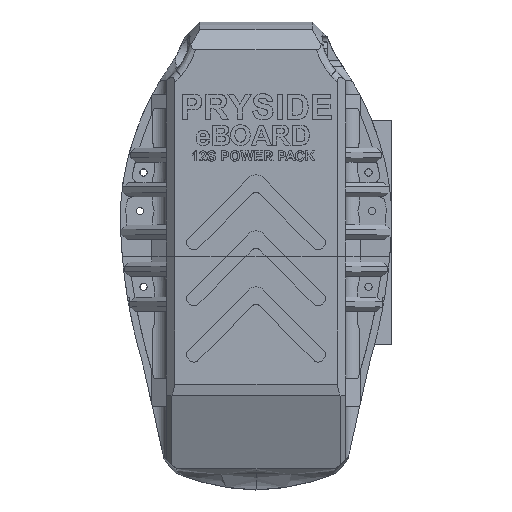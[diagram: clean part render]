
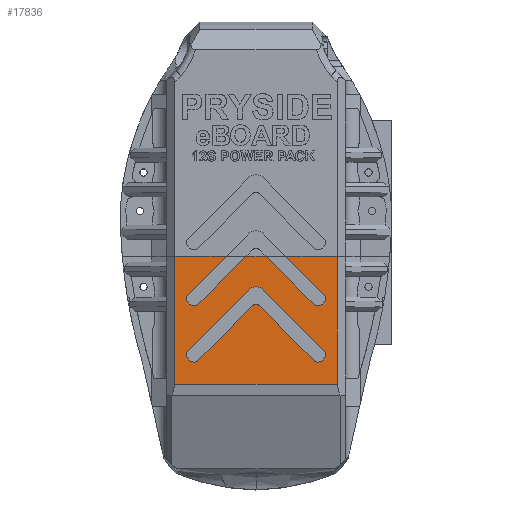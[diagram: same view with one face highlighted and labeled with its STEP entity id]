
A CAD part, top view. The second image highlights one B-rep face of the part: STEP entity #17836.
In plain terms, the highlighted planar face has unit normal (0, 0, 1).
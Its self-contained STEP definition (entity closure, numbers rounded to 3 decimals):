
#363=FACE_BOUND('',#2579,.T.);
#1197=CIRCLE('',#18754,4.);
#1199=CIRCLE('',#18758,4.);
#1201=CIRCLE('',#18764,4.);
#1203=CIRCLE('',#18768,4.);
#1205=CIRCLE('',#18773,3.5);
#1207=CIRCLE('',#18777,4.);
#1209=CIRCLE('',#18781,4.);
#1211=CIRCLE('',#18785,7.5);
#1213=CIRCLE('',#18789,4.);
#1215=CIRCLE('',#18793,4.);
#1584=FACE_OUTER_BOUND('',#2578,.T.);
#2578=EDGE_LOOP('',(#12174,#12175,#12176,#12177,#12178,#12179,#12180,#12181,
#12182,#12183,#12184,#12185,#12186,#12187,#12188,#12189));
#2579=EDGE_LOOP('',(#12190,#12191,#12192,#12193,#12194,#12195,#12196,#12197,
#12198,#12199,#12200,#12201));
#3547=LINE('',#23207,#5338);
#3552=LINE('',#23221,#5343);
#3556=LINE('',#23233,#5347);
#3560=LINE('',#23242,#5351);
#3565=LINE('',#23256,#5356);
#3569=LINE('',#23268,#5360);
#3575=LINE('',#23285,#5366);
#3579=LINE('',#23297,#5370);
#3583=LINE('',#23309,#5374);
#3587=LINE('',#23321,#5378);
#3591=LINE('',#23333,#5382);
#3595=LINE('',#23344,#5386);
#3679=LINE('',#23762,#5470);
#3755=LINE('',#24147,#5546);
#3756=LINE('',#24149,#5547);
#3757=LINE('',#24151,#5548);
#3758=LINE('',#24152,#5549);
#3759=LINE('',#24153,#5550);
#5338=VECTOR('',#19643,10.);
#5343=VECTOR('',#19656,10.);
#5347=VECTOR('',#19668,10.);
#5351=VECTOR('',#19676,10.);
#5356=VECTOR('',#19689,10.);
#5360=VECTOR('',#19701,10.);
#5366=VECTOR('',#19717,10.);
#5370=VECTOR('',#19729,10.);
#5374=VECTOR('',#19741,10.);
#5378=VECTOR('',#19753,10.);
#5382=VECTOR('',#19765,10.);
#5386=VECTOR('',#19777,10.);
#5470=VECTOR('',#19981,10.);
#5546=VECTOR('',#20135,10.);
#5547=VECTOR('',#20138,10.);
#5548=VECTOR('',#20139,10.);
#5549=VECTOR('',#20140,10.);
#5550=VECTOR('',#20141,10.);
#7129=VERTEX_POINT('',#23205);
#7130=VERTEX_POINT('',#23206);
#7133=VERTEX_POINT('',#23214);
#7135=VERTEX_POINT('',#23220);
#7137=VERTEX_POINT('',#23226);
#7139=VERTEX_POINT('',#23232);
#7141=VERTEX_POINT('',#23240);
#7142=VERTEX_POINT('',#23241);
#7145=VERTEX_POINT('',#23249);
#7147=VERTEX_POINT('',#23255);
#7149=VERTEX_POINT('',#23261);
#7151=VERTEX_POINT('',#23267);
#7153=VERTEX_POINT('',#23275);
#7154=VERTEX_POINT('',#23276);
#7157=VERTEX_POINT('',#23284);
#7159=VERTEX_POINT('',#23290);
#7161=VERTEX_POINT('',#23296);
#7163=VERTEX_POINT('',#23302);
#7165=VERTEX_POINT('',#23308);
#7167=VERTEX_POINT('',#23314);
#7169=VERTEX_POINT('',#23320);
#7171=VERTEX_POINT('',#23326);
#7173=VERTEX_POINT('',#23332);
#7175=VERTEX_POINT('',#23338);
#7274=VERTEX_POINT('',#23758);
#7276=VERTEX_POINT('',#23761);
#7334=VERTEX_POINT('',#24145);
#7335=VERTEX_POINT('',#24150);
#8945=EDGE_CURVE('',#7129,#7130,#3547,.T.);
#8949=EDGE_CURVE('',#7130,#7133,#1197,.T.);
#8952=EDGE_CURVE('',#7133,#7135,#3552,.T.);
#8955=EDGE_CURVE('',#7135,#7137,#1199,.T.);
#8958=EDGE_CURVE('',#7137,#7139,#3556,.T.);
#8962=EDGE_CURVE('',#7141,#7142,#3560,.T.);
#8966=EDGE_CURVE('',#7142,#7145,#1201,.T.);
#8969=EDGE_CURVE('',#7145,#7147,#3565,.T.);
#8972=EDGE_CURVE('',#7147,#7149,#1203,.T.);
#8975=EDGE_CURVE('',#7149,#7151,#3569,.T.);
#8979=EDGE_CURVE('',#7153,#7154,#1205,.T.);
#8983=EDGE_CURVE('',#7154,#7157,#3575,.T.);
#8986=EDGE_CURVE('',#7157,#7159,#1207,.T.);
#8989=EDGE_CURVE('',#7159,#7161,#3579,.T.);
#8992=EDGE_CURVE('',#7161,#7163,#1209,.T.);
#8995=EDGE_CURVE('',#7163,#7165,#3583,.T.);
#8998=EDGE_CURVE('',#7165,#7167,#1211,.T.);
#9001=EDGE_CURVE('',#7167,#7169,#3587,.T.);
#9004=EDGE_CURVE('',#7169,#7171,#1213,.T.);
#9007=EDGE_CURVE('',#7171,#7173,#3591,.T.);
#9010=EDGE_CURVE('',#7173,#7175,#1215,.T.);
#9013=EDGE_CURVE('',#7175,#7153,#3595,.T.);
#9142=EDGE_CURVE('',#7274,#7276,#3679,.T.);
#9236=EDGE_CURVE('',#7334,#7274,#3755,.T.);
#9237=EDGE_CURVE('',#7139,#7276,#3756,.T.);
#9238=EDGE_CURVE('',#7334,#7335,#3757,.T.);
#9239=EDGE_CURVE('',#7335,#7141,#3758,.T.);
#9240=EDGE_CURVE('',#7151,#7129,#3759,.T.);
#12174=ORIENTED_EDGE('',*,*,#8958,.T.);
#12175=ORIENTED_EDGE('',*,*,#9237,.T.);
#12176=ORIENTED_EDGE('',*,*,#9142,.F.);
#12177=ORIENTED_EDGE('',*,*,#9236,.F.);
#12178=ORIENTED_EDGE('',*,*,#9238,.T.);
#12179=ORIENTED_EDGE('',*,*,#9239,.T.);
#12180=ORIENTED_EDGE('',*,*,#8962,.T.);
#12181=ORIENTED_EDGE('',*,*,#8966,.T.);
#12182=ORIENTED_EDGE('',*,*,#8969,.T.);
#12183=ORIENTED_EDGE('',*,*,#8972,.T.);
#12184=ORIENTED_EDGE('',*,*,#8975,.T.);
#12185=ORIENTED_EDGE('',*,*,#9240,.T.);
#12186=ORIENTED_EDGE('',*,*,#8945,.T.);
#12187=ORIENTED_EDGE('',*,*,#8949,.T.);
#12188=ORIENTED_EDGE('',*,*,#8952,.T.);
#12189=ORIENTED_EDGE('',*,*,#8955,.T.);
#12190=ORIENTED_EDGE('',*,*,#8979,.T.);
#12191=ORIENTED_EDGE('',*,*,#8983,.T.);
#12192=ORIENTED_EDGE('',*,*,#8986,.T.);
#12193=ORIENTED_EDGE('',*,*,#8989,.T.);
#12194=ORIENTED_EDGE('',*,*,#8992,.T.);
#12195=ORIENTED_EDGE('',*,*,#8995,.T.);
#12196=ORIENTED_EDGE('',*,*,#8998,.T.);
#12197=ORIENTED_EDGE('',*,*,#9001,.T.);
#12198=ORIENTED_EDGE('',*,*,#9004,.T.);
#12199=ORIENTED_EDGE('',*,*,#9007,.T.);
#12200=ORIENTED_EDGE('',*,*,#9010,.T.);
#12201=ORIENTED_EDGE('',*,*,#9013,.T.);
#17248=PLANE('',#18895);
#17836=ADVANCED_FACE('',(#1584,#363),#17248,.F.);
#18754=AXIS2_PLACEMENT_3D('',#23215,#19649,#19650);
#18758=AXIS2_PLACEMENT_3D('',#23227,#19661,#19662);
#18764=AXIS2_PLACEMENT_3D('',#23250,#19682,#19683);
#18768=AXIS2_PLACEMENT_3D('',#23262,#19694,#19695);
#18773=AXIS2_PLACEMENT_3D('',#23277,#19709,#19710);
#18777=AXIS2_PLACEMENT_3D('',#23291,#19722,#19723);
#18781=AXIS2_PLACEMENT_3D('',#23303,#19734,#19735);
#18785=AXIS2_PLACEMENT_3D('',#23315,#19746,#19747);
#18789=AXIS2_PLACEMENT_3D('',#23327,#19758,#19759);
#18793=AXIS2_PLACEMENT_3D('',#23339,#19770,#19771);
#18895=AXIS2_PLACEMENT_3D('',#24148,#20136,#20137);
#19643=DIRECTION('',(-0.707,-0.707,0.));
#19649=DIRECTION('center_axis',(0.,0.,-1.));
#19650=DIRECTION('ref_axis',(-0.707,-0.707,0.));
#19656=DIRECTION('',(-0.707,0.707,0.));
#19661=DIRECTION('center_axis',(0.,0.,-1.));
#19662=DIRECTION('ref_axis',(-0.707,0.707,0.));
#19668=DIRECTION('',(0.707,0.707,0.));
#19676=DIRECTION('',(0.707,-0.707,0.));
#19682=DIRECTION('center_axis',(0.,0.,-1.));
#19683=DIRECTION('ref_axis',(0.707,-0.707,0.));
#19689=DIRECTION('',(-0.707,-0.707,0.));
#19694=DIRECTION('center_axis',(0.,0.,-1.));
#19695=DIRECTION('ref_axis',(-0.707,-0.707,0.));
#19701=DIRECTION('',(-0.707,0.707,0.));
#19709=DIRECTION('center_axis',(0.,0.,1.));
#19710=DIRECTION('ref_axis',(0.707,0.707,0.));
#19717=DIRECTION('',(-0.707,-0.707,0.));
#19722=DIRECTION('center_axis',(0.,0.,-1.));
#19723=DIRECTION('ref_axis',(-0.707,-0.707,0.));
#19729=DIRECTION('',(-0.707,0.707,0.));
#19734=DIRECTION('center_axis',(0.,0.,-1.));
#19735=DIRECTION('ref_axis',(-0.707,0.707,0.));
#19741=DIRECTION('',(0.707,0.707,0.));
#19746=DIRECTION('center_axis',(0.,0.,-1.));
#19747=DIRECTION('ref_axis',(0.707,0.707,0.));
#19753=DIRECTION('',(0.707,-0.707,0.));
#19758=DIRECTION('center_axis',(0.,0.,-1.));
#19759=DIRECTION('ref_axis',(0.707,-0.707,0.));
#19765=DIRECTION('',(-0.707,-0.707,0.));
#19770=DIRECTION('center_axis',(0.,0.,-1.));
#19771=DIRECTION('ref_axis',(-0.707,-0.707,0.));
#19777=DIRECTION('',(-0.707,0.707,0.));
#19981=DIRECTION('',(0.,1.,0.));
#20135=DIRECTION('',(-1.,0.,0.));
#20136=DIRECTION('center_axis',(0.,0.,-1.));
#20137=DIRECTION('ref_axis',(-1.,0.,0.));
#20138=DIRECTION('',(-1.,0.,0.));
#20139=DIRECTION('',(0.,1.,0.));
#20140=DIRECTION('',(-1.,0.,0.));
#20141=DIRECTION('',(-1.,0.,0.));
#23205=CARTESIAN_POINT('',(100.24,702.611,58.));
#23206=CARTESIAN_POINT('',(66.036,668.407,58.));
#23207=CARTESIAN_POINT('',(85.05,687.421,58.));
#23214=CARTESIAN_POINT('',(60.379,668.407,58.));
#23215=CARTESIAN_POINT('Origin',(63.208,671.235,58.));
#23220=CARTESIAN_POINT('',(59.004,669.782,58.));
#23221=CARTESIAN_POINT('',(62.823,665.963,58.));
#23226=CARTESIAN_POINT('',(59.004,675.439,58.));
#23227=CARTESIAN_POINT('Origin',(61.832,672.611,58.));
#23232=CARTESIAN_POINT('',(86.175,702.611,58.));
#23233=CARTESIAN_POINT('',(91.604,708.039,58.));
#23240=CARTESIAN_POINT('',(128.825,702.611,58.));
#23241=CARTESIAN_POINT('',(155.996,675.439,58.));
#23242=CARTESIAN_POINT('',(136.982,694.453,58.));
#23249=CARTESIAN_POINT('',(155.996,669.782,58.));
#23250=CARTESIAN_POINT('Origin',(153.168,672.611,58.));
#23255=CARTESIAN_POINT('',(154.621,668.407,58.));
#23256=CARTESIAN_POINT('',(151.489,665.275,58.));
#23261=CARTESIAN_POINT('',(148.964,668.407,58.));
#23262=CARTESIAN_POINT('Origin',(151.792,671.235,58.));
#23267=CARTESIAN_POINT('',(114.76,702.611,58.));
#23268=CARTESIAN_POINT('',(112.848,704.523,58.));
#23275=CARTESIAN_POINT('',(109.975,667.396,58.));
#23276=CARTESIAN_POINT('',(105.025,667.396,58.));
#23277=CARTESIAN_POINT('Origin',(107.5,664.921,58.));
#23284=CARTESIAN_POINT('',(66.036,628.407,58.));
#23285=CARTESIAN_POINT('',(95.05,657.421,58.));
#23290=CARTESIAN_POINT('',(60.379,628.407,58.));
#23291=CARTESIAN_POINT('Origin',(63.208,631.235,58.));
#23296=CARTESIAN_POINT('',(59.004,629.782,58.));
#23297=CARTESIAN_POINT('',(52.823,635.963,58.));
#23302=CARTESIAN_POINT('',(59.004,635.439,58.));
#23303=CARTESIAN_POINT('Origin',(61.832,632.611,58.));
#23308=CARTESIAN_POINT('',(102.197,678.632,58.));
#23309=CARTESIAN_POINT('',(109.614,686.05,58.));
#23314=CARTESIAN_POINT('',(112.803,678.632,58.));
#23315=CARTESIAN_POINT('Origin',(107.5,673.329,58.));
#23320=CARTESIAN_POINT('',(155.996,635.439,58.));
#23321=CARTESIAN_POINT('',(126.982,664.453,58.));
#23326=CARTESIAN_POINT('',(155.996,629.782,58.));
#23327=CARTESIAN_POINT('Origin',(153.168,632.611,58.));
#23332=CARTESIAN_POINT('',(154.621,628.407,58.));
#23333=CARTESIAN_POINT('',(161.489,635.275,58.));
#23338=CARTESIAN_POINT('',(148.964,628.407,58.));
#23339=CARTESIAN_POINT('Origin',(151.792,631.235,58.));
#23344=CARTESIAN_POINT('',(100.455,676.916,58.));
#23758=CARTESIAN_POINT('',(49.5,611.282,58.));
#23761=CARTESIAN_POINT('',(49.5,702.611,58.));
#23762=CARTESIAN_POINT('',(49.5,769.,58.));
#24145=CARTESIAN_POINT('',(165.5,611.282,58.));
#24147=CARTESIAN_POINT('',(75.5,611.282,58.));
#24148=CARTESIAN_POINT('Origin',(107.5,703.,58.));
#24149=CARTESIAN_POINT('',(107.5,702.611,58.));
#24150=CARTESIAN_POINT('',(165.5,702.611,58.));
#24151=CARTESIAN_POINT('',(165.5,769.,58.));
#24152=CARTESIAN_POINT('',(107.5,702.611,58.));
#24153=CARTESIAN_POINT('',(107.5,702.611,58.));
